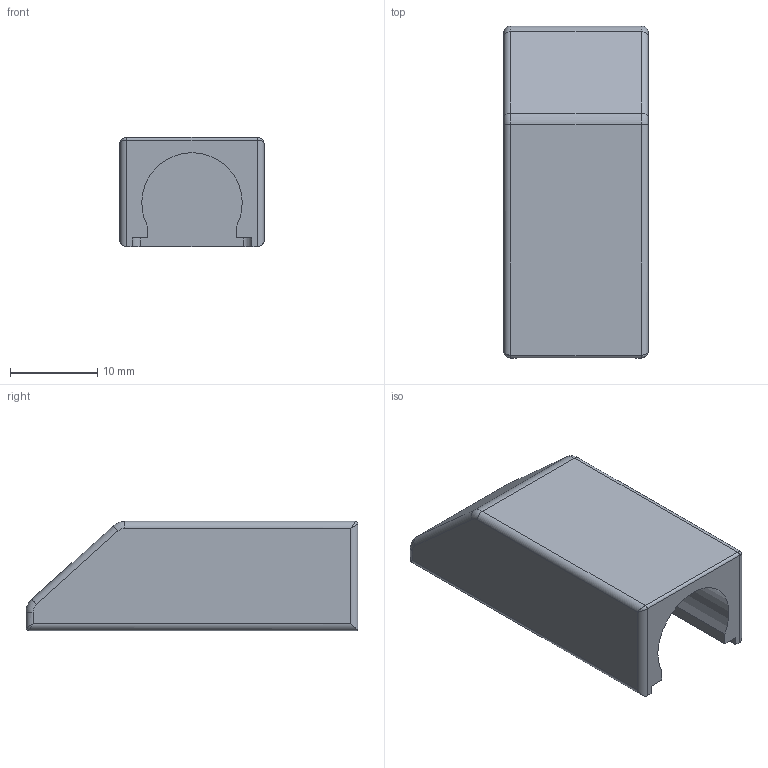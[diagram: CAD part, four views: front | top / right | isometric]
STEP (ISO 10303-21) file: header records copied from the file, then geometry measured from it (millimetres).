
FILE_DESCRIPTION (( 'STEP AP203' ), '1' );
FILE_NAME ('1005735.STEP', '2025-07-23T11:21:33', ( '' ), ( '' ), 'SwSTEP 2.0', 'SolidWorks 2023', '' );
FILE_SCHEMA (( 'CONFIG_CONTROL_DESIGN' ));
Length unit declared in the file: millimetre
Products named in the file (1): 1005735
Bounding box: 16.55 x 38 x 12.5 mm (x, y, z)
Volume: 4012 mm3; surface area: 2847.3 mm2
Topology: 1 solids, 1 shells, 39 faces, 93 edges, 52 vertices
Faces by surface type: cylinder 17, plane 14, torus 4, bspline 4
Entity records: 1250 total; most frequent: CARTESIAN_POINT 327, ORIENTED_EDGE 178, DIRECTION 177, EDGE_CURVE 89, AXIS2_PLACEMENT_3D 62, LINE 53, VECTOR 53, VERTEX_POINT 52
